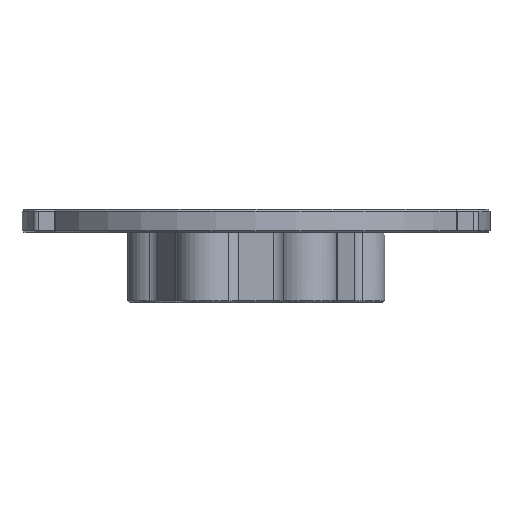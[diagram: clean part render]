
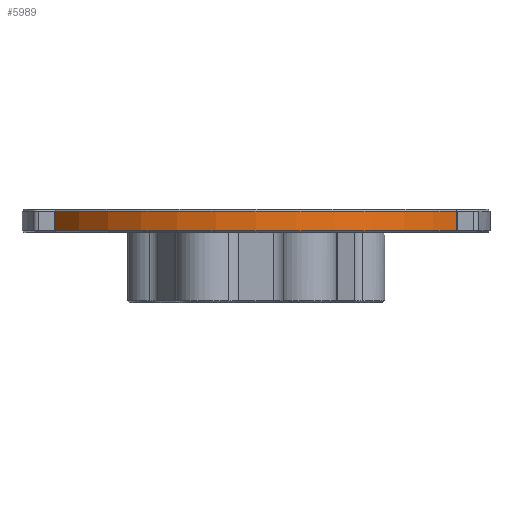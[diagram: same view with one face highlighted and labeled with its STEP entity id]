
A CAD part, front view. The second image highlights one B-rep face of the part: STEP entity #5989.
In plain terms, the highlighted cylindrical face has radius 31.75 mm (diameter 63.5 mm), a partial arc.
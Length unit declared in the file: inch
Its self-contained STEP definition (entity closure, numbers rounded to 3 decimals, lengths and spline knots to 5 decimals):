
#94 = CYLINDRICAL_SURFACE ( 'NONE', #7551, 1.25 ) ;
#662 = VERTEX_POINT ( 'NONE', #1433 ) ;
#760 = FACE_OUTER_BOUND ( 'NONE', #3939, .T. ) ;
#974 = DIRECTION ( 'NONE',  ( 0., 0., 1. ) ) ;
#1180 = CARTESIAN_POINT ( 'NONE',  ( -1.0705, -0.64538, 0.125 ) ) ;
#1433 = CARTESIAN_POINT ( 'NONE',  ( -1.0705, -0.64538, 0.115 ) ) ;
#1603 = VERTEX_POINT ( 'NONE', #3607 ) ;
#1613 = DIRECTION ( 'NONE',  ( 1., 0., 0. ) ) ;
#1862 = CARTESIAN_POINT ( 'NONE',  ( 0., 0., 0.125 ) ) ;
#1942 = EDGE_CURVE ( 'NONE', #662, #5487, #4170, .T. ) ;
#2121 = DIRECTION ( 'NONE',  ( 0., 0., -1. ) ) ;
#2160 = VECTOR ( 'NONE', #5462, 39.37008 ) ;
#2262 = EDGE_CURVE ( 'NONE', #4932, #662, #2493, .T. ) ;
#2493 = CIRCLE ( 'NONE', #3005, 1.25 ) ;
#2578 = ORIENTED_EDGE ( 'NONE', *, *, #1942, .T. ) ;
#2673 = CIRCLE ( 'NONE', #3679, 1.25 ) ;
#2900 = ORIENTED_EDGE ( 'NONE', *, *, #6537, .T. ) ;
#3005 = AXIS2_PLACEMENT_3D ( 'NONE', #5145, #2121, #4564 ) ;
#3607 = CARTESIAN_POINT ( 'NONE',  ( 1.0705, -0.64538, 0.01 ) ) ;
#3670 = EDGE_CURVE ( 'NONE', #1603, #4932, #7533, .T. ) ;
#3679 = AXIS2_PLACEMENT_3D ( 'NONE', #4606, #6476, #1613 ) ;
#3939 = EDGE_LOOP ( 'NONE', ( #7330, #4328, #2578, #2900 ) ) ;
#4024 = CARTESIAN_POINT ( 'NONE',  ( -1.0705, -0.64538, 0.01 ) ) ;
#4170 = LINE ( 'NONE', #1180, #2160 ) ;
#4328 = ORIENTED_EDGE ( 'NONE', *, *, #2262, .T. ) ;
#4564 = DIRECTION ( 'NONE',  ( 1., 0., 0. ) ) ;
#4606 = CARTESIAN_POINT ( 'NONE',  ( 0., 0., 0.01 ) ) ;
#4932 = VERTEX_POINT ( 'NONE', #7514 ) ;
#5145 = CARTESIAN_POINT ( 'NONE',  ( 0., 0., 0.115 ) ) ;
#5462 = DIRECTION ( 'NONE',  ( 0., 0., -1. ) ) ;
#5487 = VERTEX_POINT ( 'NONE', #4024 ) ;
#5728 = CARTESIAN_POINT ( 'NONE',  ( 1.0705, -0.64538, 0.125 ) ) ;
#5989 = ADVANCED_FACE ( 'NONE', ( #760 ), #94, .T. ) ;
#6061 = DIRECTION ( 'NONE',  ( 0., 0., -1. ) ) ;
#6141 = DIRECTION ( 'NONE',  ( -1., 0., 0. ) ) ;
#6476 = DIRECTION ( 'NONE',  ( 0., 0., 1. ) ) ;
#6537 = EDGE_CURVE ( 'NONE', #5487, #1603, #2673, .T. ) ;
#6971 = VECTOR ( 'NONE', #974, 39.37008 ) ;
#7330 = ORIENTED_EDGE ( 'NONE', *, *, #3670, .T. ) ;
#7514 = CARTESIAN_POINT ( 'NONE',  ( 1.0705, -0.64538, 0.115 ) ) ;
#7533 = LINE ( 'NONE', #5728, #6971 ) ;
#7551 = AXIS2_PLACEMENT_3D ( 'NONE', #1862, #6061, #6141 ) ;
